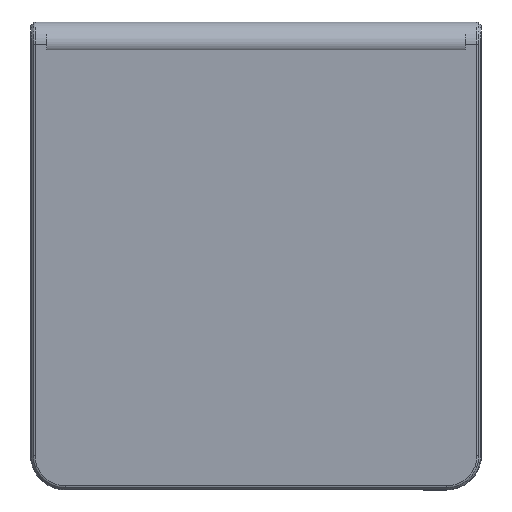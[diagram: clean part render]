
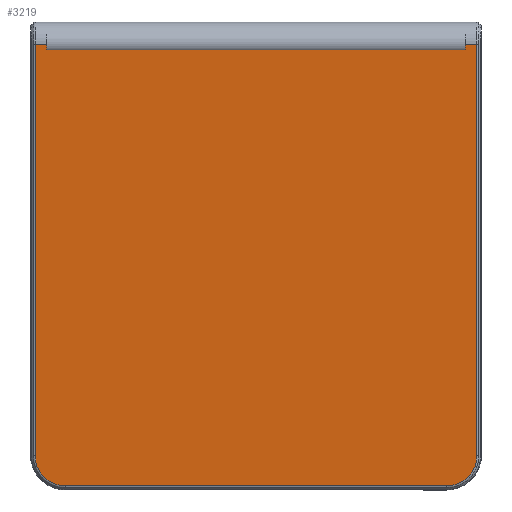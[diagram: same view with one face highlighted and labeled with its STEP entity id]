
A CAD part, top view. The second image highlights one B-rep face of the part: STEP entity #3219.
In plain terms, the highlighted planar face has unit normal (0, -0.088, 0.996).
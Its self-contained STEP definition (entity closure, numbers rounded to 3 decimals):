
#210=CIRCLE('',#3496,4.334);
#214=CIRCLE('',#3502,4.334);
#382=FACE_OUTER_BOUND('',#570,.T.);
#570=EDGE_LOOP('',(#2665,#2666,#2667,#2668,#2669,#2670));
#854=LINE('',#5236,#1175);
#856=LINE('',#5248,#1177);
#858=LINE('',#5260,#1179);
#867=LINE('',#5392,#1188);
#1175=VECTOR('',#4179,10.);
#1177=VECTOR('',#4193,10.);
#1179=VECTOR('',#4207,10.);
#1188=VECTOR('',#4240,10.);
#1479=VERTEX_POINT('',#5226);
#1481=VERTEX_POINT('',#5232);
#1483=VERTEX_POINT('',#5238);
#1485=VERTEX_POINT('',#5244);
#1487=VERTEX_POINT('',#5250);
#1489=VERTEX_POINT('',#5256);
#1877=EDGE_CURVE('',#1479,#1481,#854,.T.);
#1880=EDGE_CURVE('',#1481,#1483,#210,.T.);
#1883=EDGE_CURVE('',#1483,#1485,#856,.T.);
#1886=EDGE_CURVE('',#1485,#1487,#214,.T.);
#1889=EDGE_CURVE('',#1487,#1489,#858,.T.);
#1911=EDGE_CURVE('',#1489,#1479,#867,.T.);
#2665=ORIENTED_EDGE('',*,*,#1889,.F.);
#2666=ORIENTED_EDGE('',*,*,#1886,.F.);
#2667=ORIENTED_EDGE('',*,*,#1883,.F.);
#2668=ORIENTED_EDGE('',*,*,#1880,.F.);
#2669=ORIENTED_EDGE('',*,*,#1877,.F.);
#2670=ORIENTED_EDGE('',*,*,#1911,.F.);
#3060=PLANE('',#3516);
#3219=ADVANCED_FACE('',(#382),#3060,.T.);
#3496=AXIS2_PLACEMENT_3D('',#5242,#4186,#4187);
#3502=AXIS2_PLACEMENT_3D('',#5254,#4200,#4201);
#3516=AXIS2_PLACEMENT_3D('',#5391,#4238,#4239);
#4179=DIRECTION('',(0.,-0.996,-0.088));
#4186=DIRECTION('center_axis',(0.,0.088,
-0.996));
#4187=DIRECTION('ref_axis',(0.707,-0.704,-0.062));
#4193=DIRECTION('',(-1.,0.,0.));
#4200=DIRECTION('center_axis',(0.,0.088,
-0.996));
#4201=DIRECTION('ref_axis',(-0.707,-0.704,-0.062));
#4207=DIRECTION('',(0.,0.996,0.088));
#4238=DIRECTION('center_axis',(0.,-0.088,
0.996));
#4239=DIRECTION('ref_axis',(0.,-0.996,-0.088));
#4240=DIRECTION('',(1.,0.,0.));
#5226=CARTESIAN_POINT('',(31.834,28.932,12.451));
#5232=CARTESIAN_POINT('',(31.834,-30.347,7.192));
#5236=CARTESIAN_POINT('',(31.834,21.281,11.773));
#5238=CARTESIAN_POINT('',(27.5,-34.665,6.809));
#5242=CARTESIAN_POINT('Origin',(27.5,-30.347,7.192));
#5244=CARTESIAN_POINT('',(-27.5,-34.665,6.809));
#5248=CARTESIAN_POINT('',(-32.5,-34.665,6.809));
#5250=CARTESIAN_POINT('',(-31.834,-30.347,7.192));
#5254=CARTESIAN_POINT('Origin',(-27.5,-30.347,7.192));
#5256=CARTESIAN_POINT('',(-31.834,28.932,12.451));
#5260=CARTESIAN_POINT('',(-31.834,21.281,11.773));
#5391=CARTESIAN_POINT('Origin',(-32.5,28.932,12.451));
#5392=CARTESIAN_POINT('',(-32.5,28.932,12.451));
